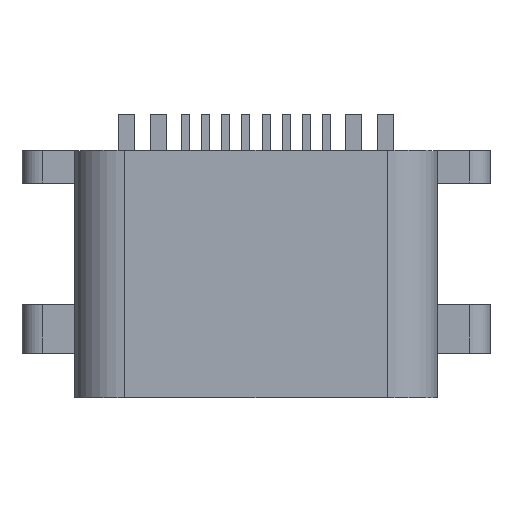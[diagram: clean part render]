
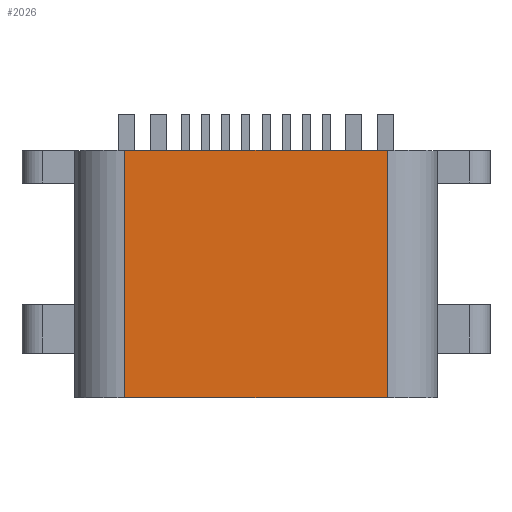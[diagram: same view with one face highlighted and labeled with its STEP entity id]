
A CAD part, top view. The second image highlights one B-rep face of the part: STEP entity #2026.
In plain terms, the highlighted planar face has unit normal (0, 0, 1).
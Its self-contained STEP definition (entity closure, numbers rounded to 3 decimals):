
#40 = VECTOR ( 'NONE', #4365, 1000. ) ;
#303 = CARTESIAN_POINT ( 'NONE',  ( -3.245, 0., 2.35 ) ) ;
#529 = DIRECTION ( 'NONE',  ( -1., 0., 0. ) ) ;
#579 = CARTESIAN_POINT ( 'NONE',  ( -3.245, 6.1, 2.35 ) ) ;
#720 = VERTEX_POINT ( 'NONE', #303 ) ;
#724 = LINE ( 'NONE', #3552, #4033 ) ;
#762 = VERTEX_POINT ( 'NONE', #2231 ) ;
#963 = ORIENTED_EDGE ( 'NONE', *, *, #1584, .T. ) ;
#1256 = ORIENTED_EDGE ( 'NONE', *, *, #2563, .F. ) ;
#1414 = LINE ( 'NONE', #4520, #2710 ) ;
#1446 = VERTEX_POINT ( 'NONE', #3185 ) ;
#1448 = ORIENTED_EDGE ( 'NONE', *, *, #2992, .T. ) ;
#1584 = EDGE_CURVE ( 'NONE', #762, #720, #4021, .T. ) ;
#1641 = EDGE_LOOP ( 'NONE', ( #1448, #2978, #1256, #963 ) ) ;
#1683 = VECTOR ( 'NONE', #3085, 1000. ) ;
#1688 = CARTESIAN_POINT ( 'NONE',  ( 3.245, 6.1, 2.35 ) ) ;
#1804 = DIRECTION ( 'NONE',  ( 1., 0., 0. ) ) ;
#2026 = ADVANCED_FACE ( 'NONE', ( #3956 ), #4028, .F. ) ;
#2231 = CARTESIAN_POINT ( 'NONE',  ( -3.245, 6.1, 2.35 ) ) ;
#2306 = LINE ( 'NONE', #1688, #1683 ) ;
#2563 = EDGE_CURVE ( 'NONE', #762, #1446, #724, .T. ) ;
#2595 = CARTESIAN_POINT ( 'NONE',  ( -3.245, 6.1, 2.35 ) ) ;
#2615 = DIRECTION ( 'NONE',  ( 0., 0., -1. ) ) ;
#2710 = VECTOR ( 'NONE', #3826, 1000. ) ;
#2956 = VERTEX_POINT ( 'NONE', #4147 ) ;
#2978 = ORIENTED_EDGE ( 'NONE', *, *, #3702, .F. ) ;
#2992 = EDGE_CURVE ( 'NONE', #720, #2956, #1414, .T. ) ;
#3085 = DIRECTION ( 'NONE',  ( 0., -1., 0. ) ) ;
#3185 = CARTESIAN_POINT ( 'NONE',  ( 3.245, 6.1, 2.35 ) ) ;
#3552 = CARTESIAN_POINT ( 'NONE',  ( -3.245, 6.1, 2.35 ) ) ;
#3702 = EDGE_CURVE ( 'NONE', #1446, #2956, #2306, .T. ) ;
#3826 = DIRECTION ( 'NONE',  ( 1., 0., 0. ) ) ;
#3935 = AXIS2_PLACEMENT_3D ( 'NONE', #2595, #2615, #529 ) ;
#3956 = FACE_OUTER_BOUND ( 'NONE', #1641, .T. ) ;
#4021 = LINE ( 'NONE', #579, #40 ) ;
#4028 = PLANE ( 'NONE',  #3935 ) ;
#4033 = VECTOR ( 'NONE', #1804, 1000. ) ;
#4147 = CARTESIAN_POINT ( 'NONE',  ( 3.245, 0., 2.35 ) ) ;
#4365 = DIRECTION ( 'NONE',  ( 0., -1., 0. ) ) ;
#4520 = CARTESIAN_POINT ( 'NONE',  ( -3.245, 0., 2.35 ) ) ;
